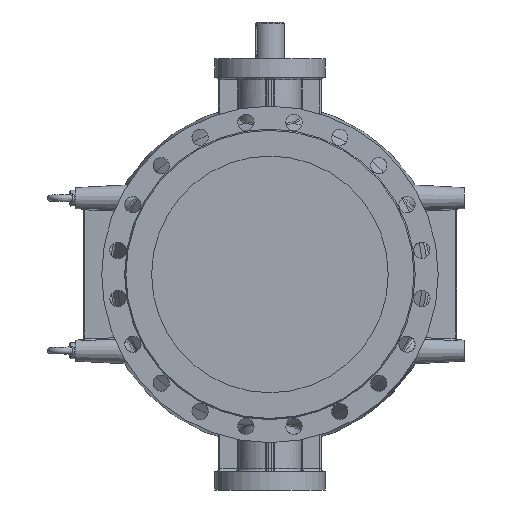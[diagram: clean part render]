
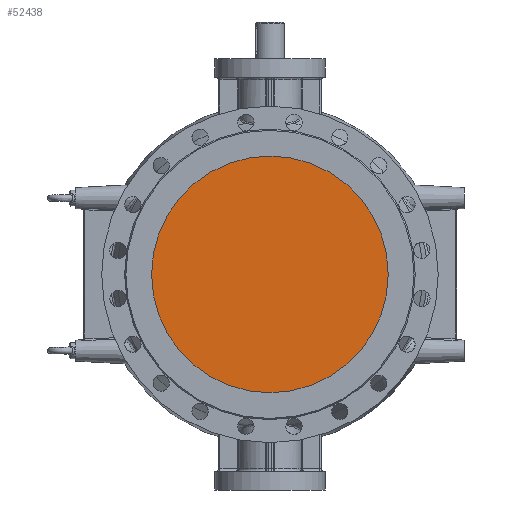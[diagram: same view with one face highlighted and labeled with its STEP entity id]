
A CAD part, left-side view. The second image highlights one B-rep face of the part: STEP entity #52438.
In plain terms, the highlighted planar face has unit normal (-1, 0, 0).
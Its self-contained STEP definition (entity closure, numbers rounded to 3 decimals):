
#271 = VERTEX_POINT ( 'NONE', #8639 ) ;
#6955 = PLANE ( 'NONE',  #12128 ) ;
#8639 = CARTESIAN_POINT ( 'NONE',  ( -175., 0., 225. ) ) ;
#11289 = FACE_OUTER_BOUND ( 'NONE', #46918, .T. ) ;
#12128 = AXIS2_PLACEMENT_3D ( 'NONE', #24494, #31059, #21593 ) ;
#14687 = DIRECTION ( 'NONE',  ( 0., 0., 1. ) ) ;
#21593 = DIRECTION ( 'NONE',  ( 0., 0., 1. ) ) ;
#22304 = AXIS2_PLACEMENT_3D ( 'NONE', #27890, #41415, #14687 ) ;
#24494 = CARTESIAN_POINT ( 'NONE',  ( -175., 0., 0. ) ) ;
#27890 = CARTESIAN_POINT ( 'NONE',  ( -175., 0., 0. ) ) ;
#31059 = DIRECTION ( 'NONE',  ( -1., 0., 0. ) ) ;
#32786 = ORIENTED_EDGE ( 'NONE', *, *, #40284, .T. ) ;
#38795 = CIRCLE ( 'NONE', #22304, 225. ) ;
#40284 = EDGE_CURVE ( 'NONE', #271, #271, #38795, .T. ) ;
#41415 = DIRECTION ( 'NONE',  ( -1., 0., 0. ) ) ;
#46918 = EDGE_LOOP ( 'NONE', ( #32786 ) ) ;
#52438 = ADVANCED_FACE ( 'NONE', ( #11289 ), #6955, .T. ) ;
